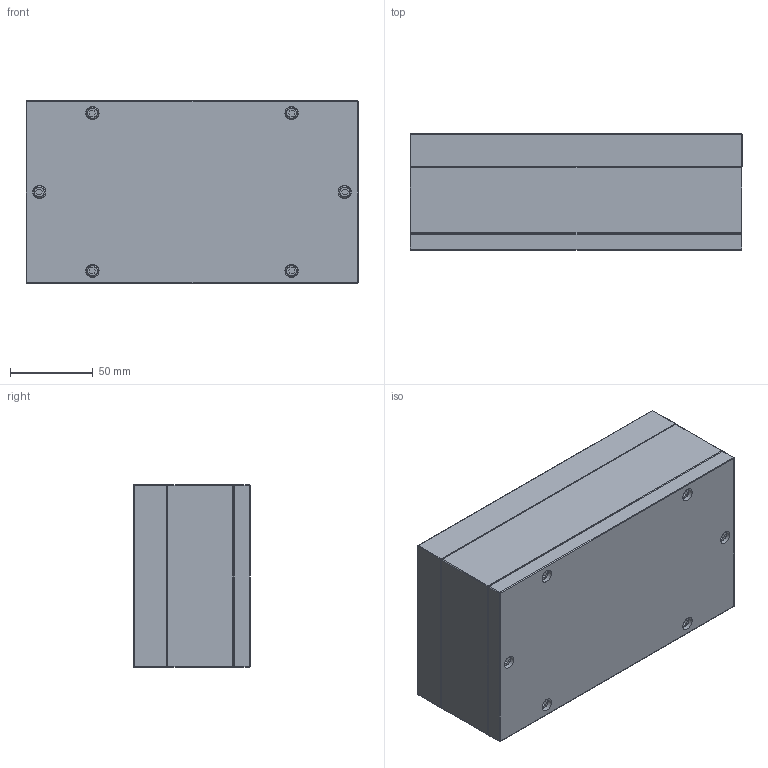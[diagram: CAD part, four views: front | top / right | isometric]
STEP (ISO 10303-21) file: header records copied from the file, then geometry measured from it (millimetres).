
FILE_DESCRIPTION(/* description */ (''),/* implementation_level */ '2;1');
FILE_NAME(/* name */ 'BeyondPlastic Sample Mould_heating elements v6.step',/* time_stamp */ '2020-01-05T16:03:39+01:00',/* author */ (''),/* organization */ (''),/* preprocessor_version */ 'ST-DEVELOPER v18',/* originating_system */ 'Autodesk Translation Framework v8.12.0.6',/* authorisation */ '');
FILE_SCHEMA (('AUTOMOTIVE_DESIGN { 1 0 10303 214 3 1 1 }'));
Length unit declared in the file: millimetre
Products named in the file (8): BeyondPlastic Sample Mould_heating elements; Bolt M8x10 (1); Bolt M4x20 (5) (2); Bolt M4x20 (5) (2) (1); STAMP; BOTTOM; WALLS; TOP
Assembly tree (14 placements, depth 2):
  BeyondPlastic Sample Mould_heating elements
    Bolt M8x10 (1)  x4
    Bolt M4x20 (5) (2)  x2
    Bolt M4x20 (5) (2) (1)  x4
    STAMP
    BOTTOM
    WALLS
    TOP
Bounding box: 200 x 70 x 110 mm (x, y, z)
Volume: 1484261.8 mm3; surface area: 226478.9 mm2
Topology: 14 solids, 14 shells, 300 faces, 658 edges, 426 vertices
Faces by surface type: plane 148, cylinder 118, sphere 24, torus 10
Full cylindrical faces by diameter (mm): 4.234 x6, 4.901 x6, 5.5 x6, 6.779 x4, 7 x6, 7.866 x4, 8 x10, 13 x8
Entity records: 5635 total; most frequent: DIRECTION 1062, CARTESIAN_POINT 898, ORIENTED_EDGE 836, AXIS2_PLACEMENT_3D 431, EDGE_CURVE 418, VERTEX_POINT 267, EDGE_LOOP 239, CIRCLE 212
